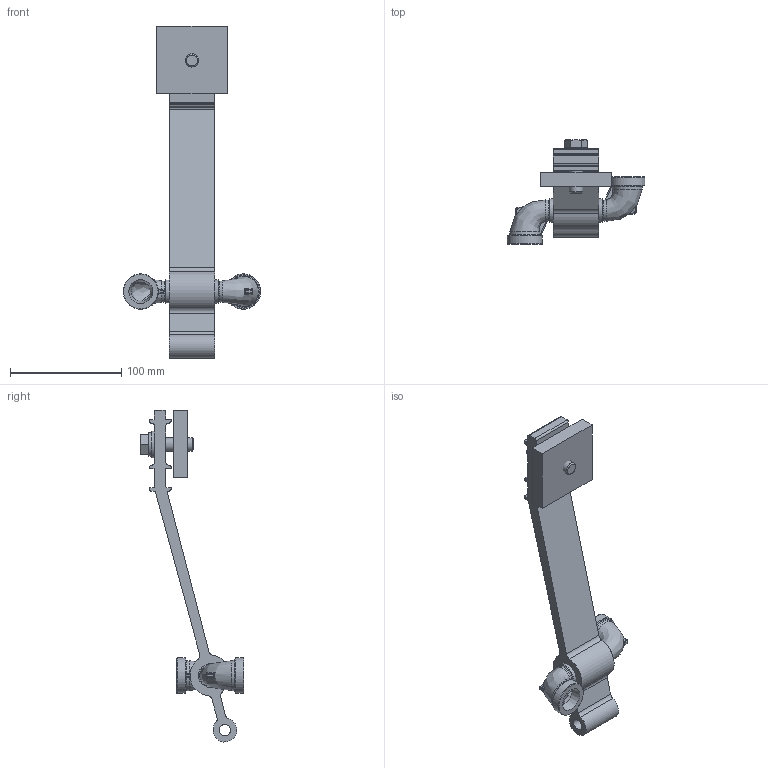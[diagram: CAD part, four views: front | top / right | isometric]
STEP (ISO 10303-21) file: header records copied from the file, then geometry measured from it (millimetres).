
FILE_DESCRIPTION((''),'2;1');
FILE_NAME('25075 FESTOON BRACKET 1_2 NPT.stp','2011-03-10T11:38:54',('jholman'),(''),'Autodesk Inventor 2011','Autodesk Inventor 2011','');
FILE_SCHEMA(('AUTOMOTIVE_DESIGN { 1 0 10303 214 1 1 1 1 }'));
Length unit declared in the file: inch
Products named in the file (7): 25075; 78610; 3D11LOB4B; Hex Cap Screw - Metric M12 x 40; AS 1237 (4.1) 12 mm; AS 1968 12; 74050
Assembly tree (7 placements, depth 2):
  25075
    78610
    3D11LOB4B
    Hex Cap Screw - Metric M12 x 40
    AS 1237 (4.1) 12 mm
    AS 1968 12
    74050  x2
Bounding box: 123.83 x 93.32 x 298.63 mm (x, y, z)
Volume: 201172.9 mm3; surface area: 73318.6 mm2
Topology: 5 solids, 7 shells, 201 faces, 497 edges, 312 vertices
Faces by surface type: plane 74, cylinder 63, bspline 28, cone 21, torus 15
Full cylindrical faces by diameter (mm): 10.319 x1, 10.414 x1, 11.113 x2, 12 x1, 13.097 x1, 14 x1, 16.6 x1, 17.859 x1, 24 x1, 31.75 x2
Entity records: 5171 total; most frequent: CARTESIAN_POINT 1508, DIRECTION 731, ORIENTED_EDGE 690, EDGE_CURVE 345, AXIS2_PLACEMENT_3D 291, VERTEX_POINT 236, EDGE_LOOP 193, FACE_OUTER_BOUND 151
